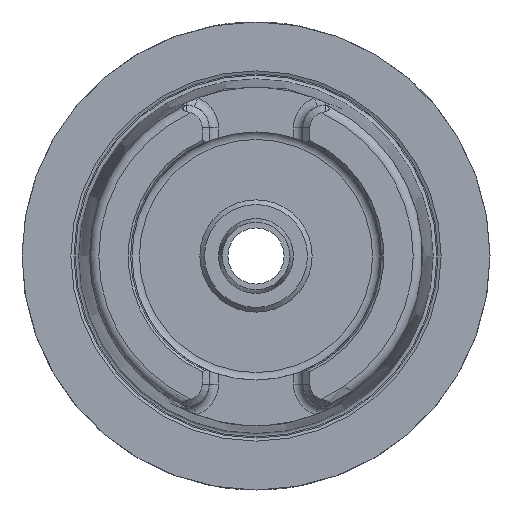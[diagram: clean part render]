
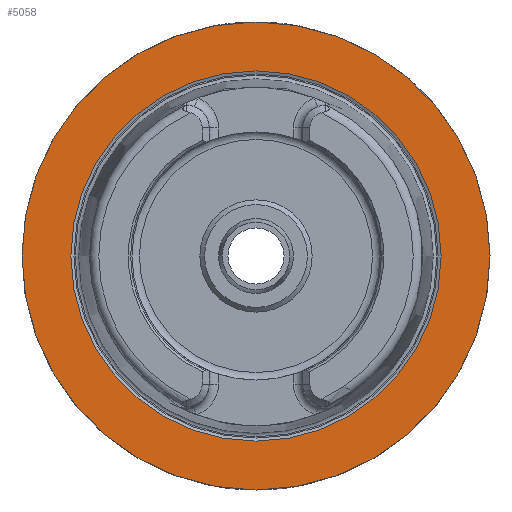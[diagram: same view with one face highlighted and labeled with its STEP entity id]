
A CAD part, left-side view. The second image highlights one B-rep face of the part: STEP entity #5058.
In plain terms, the highlighted planar face has unit normal (-1, 0, 0).
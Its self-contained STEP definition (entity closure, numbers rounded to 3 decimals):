
#2420=CARTESIAN_POINT('',(0.,50.0,0.0));
#2421=VERTEX_POINT('',#2420);
#2422=CARTESIAN_POINT('',(0.,0.,0.0));
#2423=DIRECTION('',(1.0,0.0,0.0));
#2424=DIRECTION('',(0.0,1.0,0.0));
#2425=AXIS2_PLACEMENT_3D('',#2422,#2423,#2424);
#2426=CIRCLE('',#2425,50.0);
#2427=EDGE_CURVE('',#2421,#2421,#2426,.T.);
#5032=CARTESIAN_POINT('',(0.,39.55,0.0));
#5033=VERTEX_POINT('',#5032);
#5034=CARTESIAN_POINT('',(0.,0.,0.0));
#5035=DIRECTION('',(1.0,0.0,0.0));
#5036=DIRECTION('',(0.0,1.0,0.0));
#5037=AXIS2_PLACEMENT_3D('',#5034,#5035,#5036);
#5038=CIRCLE('',#5037,39.55);
#5039=EDGE_CURVE('',#5033,#5033,#5038,.T.);
#5047=CARTESIAN_POINT('',(0.,44.775,0.0));
#5048=DIRECTION('',(-1.0,0.0,0.0));
#5049=DIRECTION('',(0.0,0.0,1.0));
#5050=AXIS2_PLACEMENT_3D('',#5047,#5048,#5049);
#5051=PLANE('',#5050);
#5052=ORIENTED_EDGE('',*,*,#2427,.F.);
#5053=EDGE_LOOP('',(#5052));
#5054=FACE_OUTER_BOUND('',#5053,.T.);
#5055=ORIENTED_EDGE('',*,*,#5039,.T.);
#5056=EDGE_LOOP('',(#5055));
#5057=FACE_BOUND('',#5056,.T.);
#5058=ADVANCED_FACE('',(#5054,#5057),#5051,.T.);
